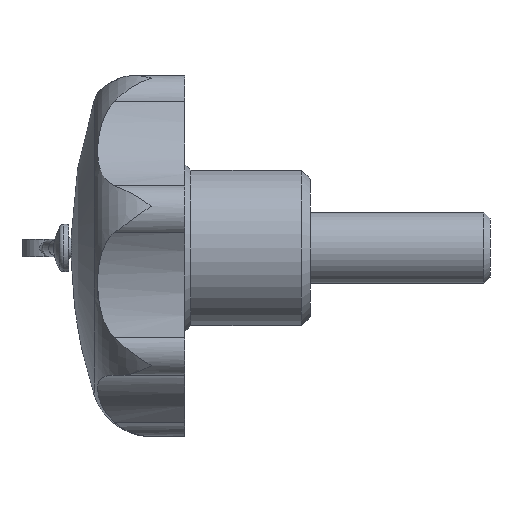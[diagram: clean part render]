
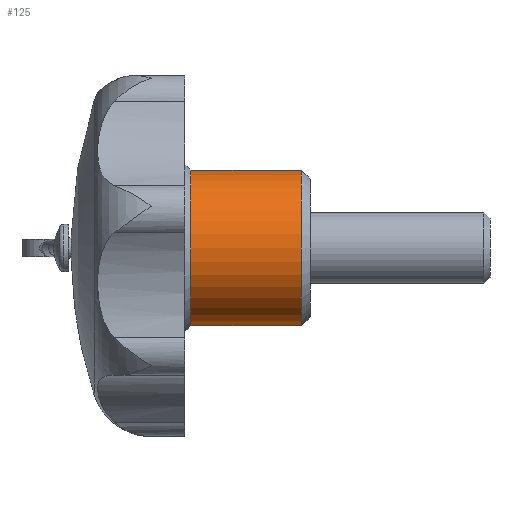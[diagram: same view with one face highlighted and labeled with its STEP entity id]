
A CAD part, left-side view. The second image highlights one B-rep face of the part: STEP entity #125.
In plain terms, the highlighted cylindrical face has radius 13 mm (diameter 26 mm), a full revolution.
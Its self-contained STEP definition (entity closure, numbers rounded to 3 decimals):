
#125 = ADVANCED_FACE( '', ( #286, #287 ), #288, .T. );
#286 = FACE_OUTER_BOUND( '', #484, .T. );
#287 = FACE_OUTER_BOUND( '', #485, .T. );
#288 = CYLINDRICAL_SURFACE( '', #486, 13. );
#484 = EDGE_LOOP( '', ( #784 ) );
#485 = EDGE_LOOP( '', ( #785 ) );
#486 = AXIS2_PLACEMENT_3D( '', #786, #787, #788 );
#784 = ORIENTED_EDGE( '', *, *, #1196, .F. );
#785 = ORIENTED_EDGE( '', *, *, #1135, .T. );
#786 = CARTESIAN_POINT( '', ( 0., 0., 0. ) );
#787 = DIRECTION( '', ( 0., 1., 0. ) );
#788 = DIRECTION( '', ( 0., 0., -1. ) );
#1135 = EDGE_CURVE( '', #1355, #1355, #1356, .T. );
#1196 = EDGE_CURVE( '', #1456, #1456, #1457, .T. );
#1355 = VERTEX_POINT( '', #1739 );
#1356 = CIRCLE( '', #1740, 13. );
#1456 = VERTEX_POINT( '', #1985 );
#1457 = CIRCLE( '', #1986, 13. );
#1739 = CARTESIAN_POINT( '', ( 0., 20., -13. ) );
#1740 = AXIS2_PLACEMENT_3D( '', #2452, #2453, #2454 );
#1985 = CARTESIAN_POINT( '', ( 0., 1.5, -13. ) );
#1986 = AXIS2_PLACEMENT_3D( '', #2556, #2557, #2558 );
#2452 = CARTESIAN_POINT( '', ( 0., 20., 0. ) );
#2453 = DIRECTION( '', ( 0., -1., 0. ) );
#2454 = DIRECTION( '', ( 0., 0., -1. ) );
#2556 = CARTESIAN_POINT( '', ( 0., 1.5, 0. ) );
#2557 = DIRECTION( '', ( 0., -1., 0. ) );
#2558 = DIRECTION( '', ( 0., 0., -1. ) );
